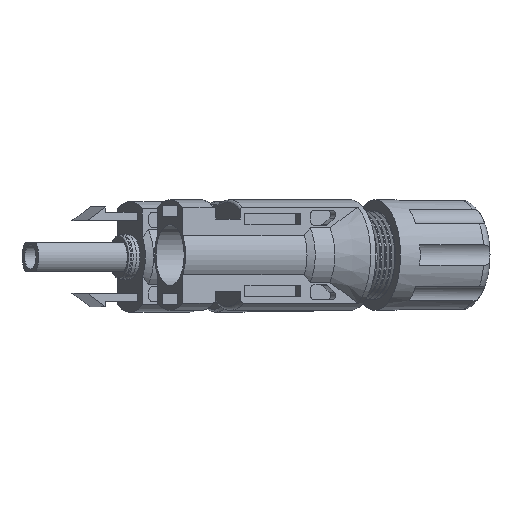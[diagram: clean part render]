
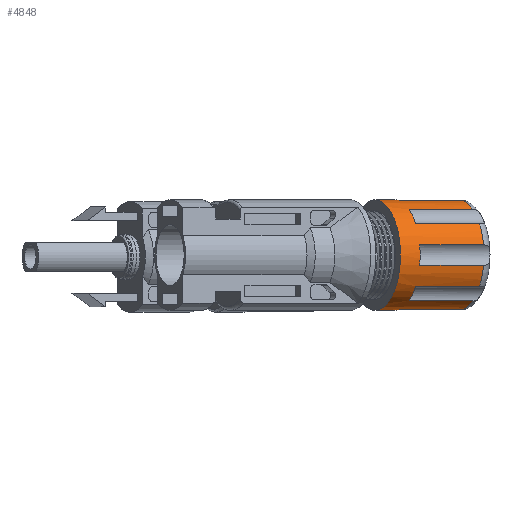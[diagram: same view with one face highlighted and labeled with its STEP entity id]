
A CAD part, front view. The second image highlights one B-rep face of the part: STEP entity #4848.
In plain terms, the highlighted cylindrical face has radius 10 mm (diameter 20 mm), a partial arc.
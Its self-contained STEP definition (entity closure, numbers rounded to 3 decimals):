
#240 = EDGE_CURVE('',#241,#243,#245,.T.);
#241 = VERTEX_POINT('',#242);
#242 = CARTESIAN_POINT('',(-5.635,-9.,8.261));
#243 = VERTEX_POINT('',#244);
#244 = CARTESIAN_POINT('',(-5.635,-22.,8.261));
#245 = LINE('',#246,#247);
#246 = CARTESIAN_POINT('',(-5.635,-16.5,8.261));
#247 = VECTOR('',#248,1.);
#248 = DIRECTION('',(-0.,-1.,-0.));
#576 = VERTEX_POINT('',#577);
#577 = CARTESIAN_POINT('',(0.,-9.,-10.));
#586 = EDGE_CURVE('',#576,#587,#589,.T.);
#587 = VERTEX_POINT('',#588);
#588 = CARTESIAN_POINT('',(0.,-5.,-10.));
#589 = LINE('',#590,#591);
#590 = CARTESIAN_POINT('',(0.,-24.,-10.));
#591 = VECTOR('',#592,1.);
#592 = DIRECTION('',(-0.,1.,-0.));
#595 = VERTEX_POINT('',#596);
#596 = CARTESIAN_POINT('',(0.,-5.,10.));
#603 = EDGE_CURVE('',#604,#595,#606,.T.);
#604 = VERTEX_POINT('',#605);
#605 = CARTESIAN_POINT('',(0.,-9.,10.));
#606 = LINE('',#607,#608);
#607 = CARTESIAN_POINT('',(0.,-24.,10.));
#608 = VECTOR('',#609,1.);
#609 = DIRECTION('',(-0.,1.,-0.));
#4836 = EDGE_CURVE('',#595,#587,#4837,.T.);
#4837 = CIRCLE('',#4838,10.);
#4838 = AXIS2_PLACEMENT_3D('',#4839,#4840,#4841);
#4839 = CARTESIAN_POINT('',(0.,-5.,0.));
#4840 = DIRECTION('',(0.,-1.,0.));
#4841 = DIRECTION('',(0.,0.,-1.));
#4848 = ADVANCED_FACE('',(#4849),#4988,.T.);
#4849 = FACE_BOUND('',#4850,.T.);
#4850 = EDGE_LOOP('',(#4851,#4852,#4861,#4869,#4878,#4886,#4895,#4903,
    #4912,#4920,#4929,#4937,#4946,#4954,#4961,#4962,#4971,#4979,#4986,
    #4987));
#4851 = ORIENTED_EDGE('',*,*,#586,.F.);
#4852 = ORIENTED_EDGE('',*,*,#4853,.F.);
#4853 = EDGE_CURVE('',#4854,#576,#4856,.T.);
#4854 = VERTEX_POINT('',#4855);
#4855 = CARTESIAN_POINT('',(-1.857,-9.,-9.826));
#4856 = CIRCLE('',#4857,10.);
#4857 = AXIS2_PLACEMENT_3D('',#4858,#4859,#4860);
#4858 = CARTESIAN_POINT('',(0.,-9.,0.));
#4859 = DIRECTION('',(0.,-1.,0.));
#4860 = DIRECTION('',(0.,0.,-1.));
#4861 = ORIENTED_EDGE('',*,*,#4862,.T.);
#4862 = EDGE_CURVE('',#4854,#4863,#4865,.T.);
#4863 = VERTEX_POINT('',#4864);
#4864 = CARTESIAN_POINT('',(-1.857,-22.,-9.826));
#4865 = LINE('',#4866,#4867);
#4866 = CARTESIAN_POINT('',(-1.857,-16.5,-9.826));
#4867 = VECTOR('',#4868,1.);
#4868 = DIRECTION('',(-0.,-1.,-0.));
#4869 = ORIENTED_EDGE('',*,*,#4870,.T.);
#4870 = EDGE_CURVE('',#4863,#4871,#4873,.T.);
#4871 = VERTEX_POINT('',#4872);
#4872 = CARTESIAN_POINT('',(-5.635,-22.,-8.261));
#4873 = CIRCLE('',#4874,10.);
#4874 = AXIS2_PLACEMENT_3D('',#4875,#4876,#4877);
#4875 = CARTESIAN_POINT('',(0.,-22.,0.));
#4876 = DIRECTION('',(-0.,1.,0.));
#4877 = DIRECTION('',(0.,0.,-1.));
#4878 = ORIENTED_EDGE('',*,*,#4879,.T.);
#4879 = EDGE_CURVE('',#4871,#4880,#4882,.T.);
#4880 = VERTEX_POINT('',#4881);
#4881 = CARTESIAN_POINT('',(-5.635,-9.,-8.261));
#4882 = LINE('',#4883,#4884);
#4883 = CARTESIAN_POINT('',(-5.635,-16.5,-8.261));
#4884 = VECTOR('',#4885,1.);
#4885 = DIRECTION('',(-0.,1.,0.));
#4886 = ORIENTED_EDGE('',*,*,#4887,.F.);
#4887 = EDGE_CURVE('',#4888,#4880,#4890,.T.);
#4888 = VERTEX_POINT('',#4889);
#4889 = CARTESIAN_POINT('',(-8.261,-9.,-5.635));
#4890 = CIRCLE('',#4891,10.);
#4891 = AXIS2_PLACEMENT_3D('',#4892,#4893,#4894);
#4892 = CARTESIAN_POINT('',(0.,-9.,0.));
#4893 = DIRECTION('',(-0.,-1.,0.));
#4894 = DIRECTION('',(-0.,0.,-1.));
#4895 = ORIENTED_EDGE('',*,*,#4896,.T.);
#4896 = EDGE_CURVE('',#4888,#4897,#4899,.T.);
#4897 = VERTEX_POINT('',#4898);
#4898 = CARTESIAN_POINT('',(-8.261,-22.,-5.635));
#4899 = LINE('',#4900,#4901);
#4900 = CARTESIAN_POINT('',(-8.261,-16.5,-5.635));
#4901 = VECTOR('',#4902,1.);
#4902 = DIRECTION('',(0.,-1.,-0.));
#4903 = ORIENTED_EDGE('',*,*,#4904,.T.);
#4904 = EDGE_CURVE('',#4897,#4905,#4907,.T.);
#4905 = VERTEX_POINT('',#4906);
#4906 = CARTESIAN_POINT('',(-9.826,-22.,-1.857));
#4907 = CIRCLE('',#4908,10.);
#4908 = AXIS2_PLACEMENT_3D('',#4909,#4910,#4911);
#4909 = CARTESIAN_POINT('',(0.,-22.,0.));
#4910 = DIRECTION('',(-0.,1.,0.));
#4911 = DIRECTION('',(0.,0.,-1.));
#4912 = ORIENTED_EDGE('',*,*,#4913,.T.);
#4913 = EDGE_CURVE('',#4905,#4914,#4916,.T.);
#4914 = VERTEX_POINT('',#4915);
#4915 = CARTESIAN_POINT('',(-9.826,-9.,-1.857));
#4916 = LINE('',#4917,#4918);
#4917 = CARTESIAN_POINT('',(-9.826,-16.5,-1.857));
#4918 = VECTOR('',#4919,1.);
#4919 = DIRECTION('',(-0.,1.,0.));
#4920 = ORIENTED_EDGE('',*,*,#4921,.F.);
#4921 = EDGE_CURVE('',#4922,#4914,#4924,.T.);
#4922 = VERTEX_POINT('',#4923);
#4923 = CARTESIAN_POINT('',(-9.826,-9.,1.857));
#4924 = CIRCLE('',#4925,10.);
#4925 = AXIS2_PLACEMENT_3D('',#4926,#4927,#4928);
#4926 = CARTESIAN_POINT('',(0.,-9.,0.));
#4927 = DIRECTION('',(-0.,-1.,0.));
#4928 = DIRECTION('',(-0.,0.,-1.));
#4929 = ORIENTED_EDGE('',*,*,#4930,.T.);
#4930 = EDGE_CURVE('',#4922,#4931,#4933,.T.);
#4931 = VERTEX_POINT('',#4932);
#4932 = CARTESIAN_POINT('',(-9.826,-22.,1.857));
#4933 = LINE('',#4934,#4935);
#4934 = CARTESIAN_POINT('',(-9.826,-16.5,1.857));
#4935 = VECTOR('',#4936,1.);
#4936 = DIRECTION('',(0.,-1.,-0.));
#4937 = ORIENTED_EDGE('',*,*,#4938,.T.);
#4938 = EDGE_CURVE('',#4931,#4939,#4941,.T.);
#4939 = VERTEX_POINT('',#4940);
#4940 = CARTESIAN_POINT('',(-8.261,-22.,5.635));
#4941 = CIRCLE('',#4942,10.);
#4942 = AXIS2_PLACEMENT_3D('',#4943,#4944,#4945);
#4943 = CARTESIAN_POINT('',(0.,-22.,0.));
#4944 = DIRECTION('',(0.,1.,-0.));
#4945 = DIRECTION('',(0.,-0.,-1.));
#4946 = ORIENTED_EDGE('',*,*,#4947,.T.);
#4947 = EDGE_CURVE('',#4939,#4948,#4950,.T.);
#4948 = VERTEX_POINT('',#4949);
#4949 = CARTESIAN_POINT('',(-8.261,-9.,5.635));
#4950 = LINE('',#4951,#4952);
#4951 = CARTESIAN_POINT('',(-8.261,-16.5,5.635));
#4952 = VECTOR('',#4953,1.);
#4953 = DIRECTION('',(0.,1.,0.));
#4954 = ORIENTED_EDGE('',*,*,#4955,.F.);
#4955 = EDGE_CURVE('',#241,#4948,#4956,.T.);
#4956 = CIRCLE('',#4957,10.);
#4957 = AXIS2_PLACEMENT_3D('',#4958,#4959,#4960);
#4958 = CARTESIAN_POINT('',(0.,-9.,0.));
#4959 = DIRECTION('',(0.,-1.,0.));
#4960 = DIRECTION('',(0.,0.,-1.));
#4961 = ORIENTED_EDGE('',*,*,#240,.T.);
#4962 = ORIENTED_EDGE('',*,*,#4963,.T.);
#4963 = EDGE_CURVE('',#243,#4964,#4966,.T.);
#4964 = VERTEX_POINT('',#4965);
#4965 = CARTESIAN_POINT('',(-1.857,-22.,9.826));
#4966 = CIRCLE('',#4967,10.);
#4967 = AXIS2_PLACEMENT_3D('',#4968,#4969,#4970);
#4968 = CARTESIAN_POINT('',(0.,-22.,0.));
#4969 = DIRECTION('',(0.,1.,-0.));
#4970 = DIRECTION('',(0.,-0.,-1.));
#4971 = ORIENTED_EDGE('',*,*,#4972,.T.);
#4972 = EDGE_CURVE('',#4964,#4973,#4975,.T.);
#4973 = VERTEX_POINT('',#4974);
#4974 = CARTESIAN_POINT('',(-1.857,-9.,9.826));
#4975 = LINE('',#4976,#4977);
#4976 = CARTESIAN_POINT('',(-1.857,-16.5,9.826));
#4977 = VECTOR('',#4978,1.);
#4978 = DIRECTION('',(0.,1.,0.));
#4979 = ORIENTED_EDGE('',*,*,#4980,.F.);
#4980 = EDGE_CURVE('',#604,#4973,#4981,.T.);
#4981 = CIRCLE('',#4982,10.);
#4982 = AXIS2_PLACEMENT_3D('',#4983,#4984,#4985);
#4983 = CARTESIAN_POINT('',(0.,-9.,0.));
#4984 = DIRECTION('',(0.,-1.,0.));
#4985 = DIRECTION('',(0.,0.,-1.));
#4986 = ORIENTED_EDGE('',*,*,#603,.T.);
#4987 = ORIENTED_EDGE('',*,*,#4836,.T.);
#4988 = CYLINDRICAL_SURFACE('',#4989,10.);
#4989 = AXIS2_PLACEMENT_3D('',#4990,#4991,#4992);
#4990 = CARTESIAN_POINT('',(0.,-24.,0.));
#4991 = DIRECTION('',(-0.,1.,-0.));
#4992 = DIRECTION('',(0.,0.,1.));
